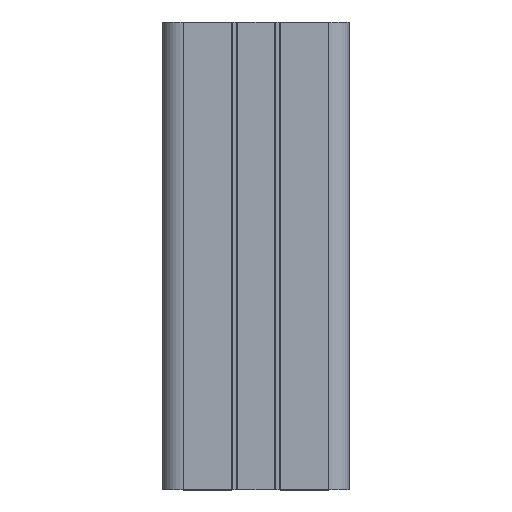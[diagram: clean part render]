
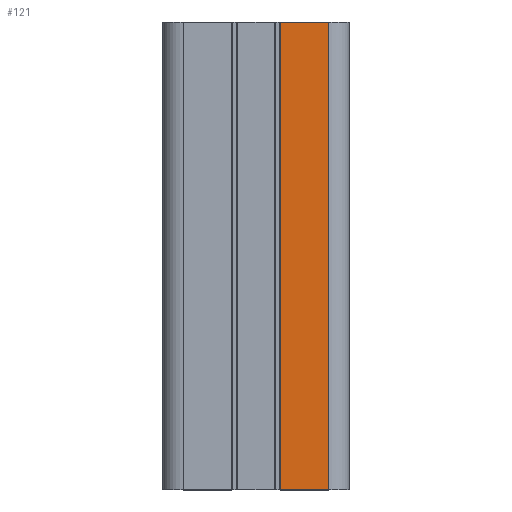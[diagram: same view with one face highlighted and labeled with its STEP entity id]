
A CAD part, top view. The second image highlights one B-rep face of the part: STEP entity #121.
In plain terms, the highlighted planar face has unit normal (0, 0, 1).
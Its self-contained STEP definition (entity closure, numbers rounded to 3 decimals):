
#94 = VERTEX_POINT('',#95);
#95 = CARTESIAN_POINT('',(15.5,100.,20.));
#102 = EDGE_CURVE('',#103,#94,#105,.T.);
#103 = VERTEX_POINT('',#104);
#104 = CARTESIAN_POINT('',(15.5,0.,20.));
#105 = LINE('',#106,#107);
#106 = CARTESIAN_POINT('',(15.5,0.,20.));
#107 = VECTOR('',#108,1.);
#108 = DIRECTION('',(-0.,1.,0.));
#121 = ADVANCED_FACE('',(#122),#147,.T.);
#122 = FACE_BOUND('',#123,.T.);
#123 = EDGE_LOOP('',(#124,#125,#133,#141));
#124 = ORIENTED_EDGE('',*,*,#102,.T.);
#125 = ORIENTED_EDGE('',*,*,#126,.T.);
#126 = EDGE_CURVE('',#94,#127,#129,.T.);
#127 = VERTEX_POINT('',#128);
#128 = CARTESIAN_POINT('',(5.2,100.,20.));
#129 = LINE('',#130,#131);
#130 = CARTESIAN_POINT('',(15.5,100.,20.));
#131 = VECTOR('',#132,1.);
#132 = DIRECTION('',(-1.,0.,0.));
#133 = ORIENTED_EDGE('',*,*,#134,.F.);
#134 = EDGE_CURVE('',#135,#127,#137,.T.);
#135 = VERTEX_POINT('',#136);
#136 = CARTESIAN_POINT('',(5.2,0.,20.));
#137 = LINE('',#138,#139);
#138 = CARTESIAN_POINT('',(5.2,0.,20.));
#139 = VECTOR('',#140,1.);
#140 = DIRECTION('',(-0.,1.,0.));
#141 = ORIENTED_EDGE('',*,*,#142,.F.);
#142 = EDGE_CURVE('',#103,#135,#143,.T.);
#143 = LINE('',#144,#145);
#144 = CARTESIAN_POINT('',(15.5,0.,20.));
#145 = VECTOR('',#146,1.);
#146 = DIRECTION('',(-1.,0.,0.));
#147 = PLANE('',#148);
#148 = AXIS2_PLACEMENT_3D('',#149,#150,#151);
#149 = CARTESIAN_POINT('',(15.5,0.,20.));
#150 = DIRECTION('',(0.,0.,1.));
#151 = DIRECTION('',(-1.,-0.,0.));
